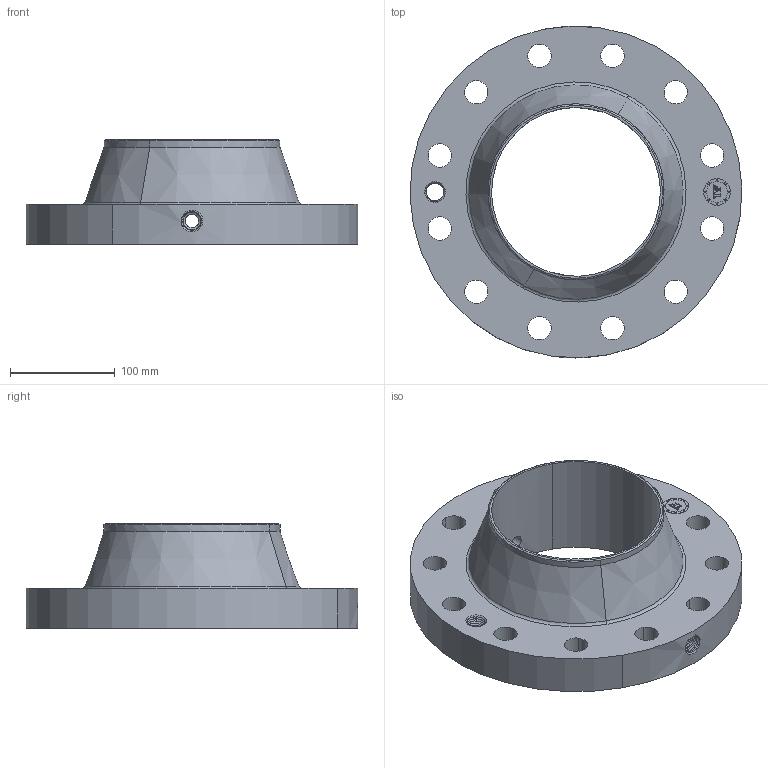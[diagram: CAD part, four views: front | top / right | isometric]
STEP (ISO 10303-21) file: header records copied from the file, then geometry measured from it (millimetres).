
FILE_DESCRIPTION(('3D STEP'),'2;1');
FILE_NAME('6-300-FF-WELD-NECK-10-ORIF-FLANGE.stp','2013-10-20T07:14:45+00:00',('Texas Flange'),(''),'CATIA Version 5 Release 20 SP 6 (IN-10)','CATIA V5 STEP AP214','800-826-3801');
FILE_SCHEMA(('AUTOMOTIVE_DESIGN { 1 0 10303 214 1 1 1 1 }'));
Length unit declared in the file: inch
Products named in the file (1): 6-300-FF-WELD-NECK-10-ORIF-FLANGE
Bounding box: 317.41 x 317.5 x 100.08 mm (x, y, z)
Volume: 2427475.8 mm3; surface area: 265757.1 mm2
Topology: 1 solids, 1 shells, 770 faces, 2095 edges, 1345 vertices
Faces by surface type: plane 368, bspline 250, cylinder 98, cone 48, revolution 4, torus 2
Entity records: 32371 total; most frequent: CARTESIAN_POINT 13136, ORIENTED_EDGE 4190, EDGE_CURVE 2095, DIRECTION 2089, VERTEX_POINT 1345, VECTOR 1187, LINE 1187, EDGE_LOOP 820
